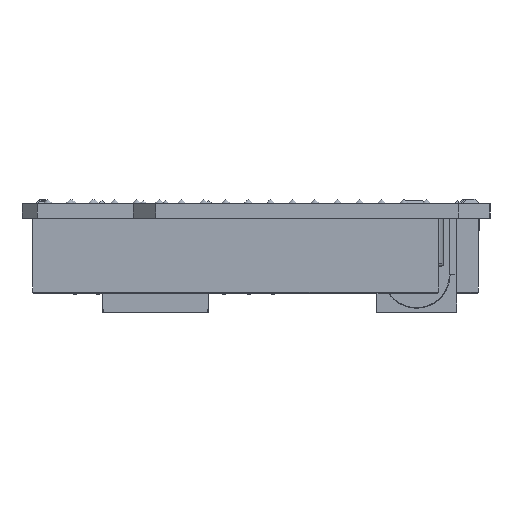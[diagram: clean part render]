
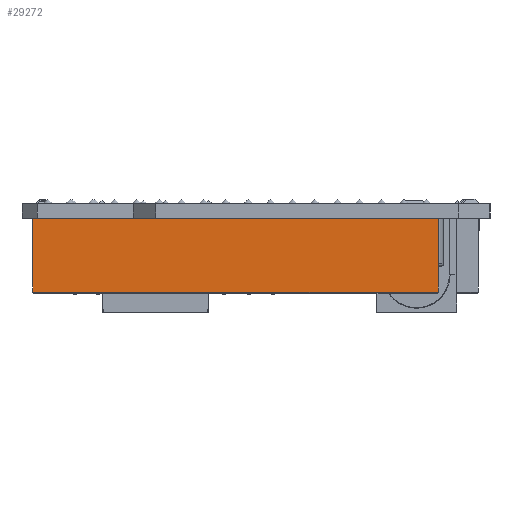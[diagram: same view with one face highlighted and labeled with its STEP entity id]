
A CAD part, left-side view. The second image highlights one B-rep face of the part: STEP entity #29272.
In plain terms, the highlighted planar face has unit normal (-1, 0, 0).
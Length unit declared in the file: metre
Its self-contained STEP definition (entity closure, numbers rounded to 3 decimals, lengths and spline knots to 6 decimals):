
#1523=PLANE('',#31369);
#3465=LINE('',#43433,#6990);
#5292=LINE('',#47264,#8817);
#5297=LINE('',#47274,#8822);
#5299=LINE('',#47278,#8824);
#6990=VECTOR('',#35242,1.);
#8817=VECTOR('',#39025,1.);
#8822=VECTOR('',#39034,1.);
#8824=VECTOR('',#39038,1.);
#15790=ORIENTED_EDGE('',*,*,#20451,.F.);
#15791=ORIENTED_EDGE('',*,*,#18607,.T.);
#15792=ORIENTED_EDGE('',*,*,#20446,.T.);
#15793=ORIENTED_EDGE('',*,*,#20453,.T.);
#18607=EDGE_CURVE('',#21872,#21870,#3465,.T.);
#20446=EDGE_CURVE('',#21870,#22884,#5292,.T.);
#20451=EDGE_CURVE('',#21872,#22887,#5297,.T.);
#20453=EDGE_CURVE('',#22884,#22887,#5299,.T.);
#21870=VERTEX_POINT('',#43424);
#21872=VERTEX_POINT('',#43430);
#22884=VERTEX_POINT('',#47265);
#22887=VERTEX_POINT('',#47275);
#24890=EDGE_LOOP('',(#15790,#15791,#15792,#15793));
#26990=FACE_BOUND('',#24890,.T.);
#29272=ADVANCED_FACE('',(#26990),#1523,.F.);
#31369=AXIS2_PLACEMENT_3D('',#47277,#39036,#39037);
#35242=DIRECTION('',(0.,-1.,0.));
#39025=DIRECTION('',(0.,0.,1.));
#39034=DIRECTION('',(0.,0.,1.));
#39036=DIRECTION('',(1.,0.,0.));
#39037=DIRECTION('',(0.,1.,0.));
#39038=DIRECTION('',(0.,1.,0.));
#43424=CARTESIAN_POINT('',(-0.046736,-0.02079,-0.008433));
#43430=CARTESIAN_POINT('',(-0.046736,0.025489,-0.008433));
#43433=CARTESIAN_POINT('',(-0.046736,-0.02079,-0.008433));
#47264=CARTESIAN_POINT('',(-0.046736,-0.02079,-0.00856));
#47265=CARTESIAN_POINT('',(-0.046736,-0.02079,0.));
#47274=CARTESIAN_POINT('',(-0.046736,0.025489,-0.00856));
#47275=CARTESIAN_POINT('',(-0.046736,0.025489,0.));
#47277=CARTESIAN_POINT('',(-0.046736,0.025489,-0.00856));
#47278=CARTESIAN_POINT('',(-0.046736,0.025489,0.));
